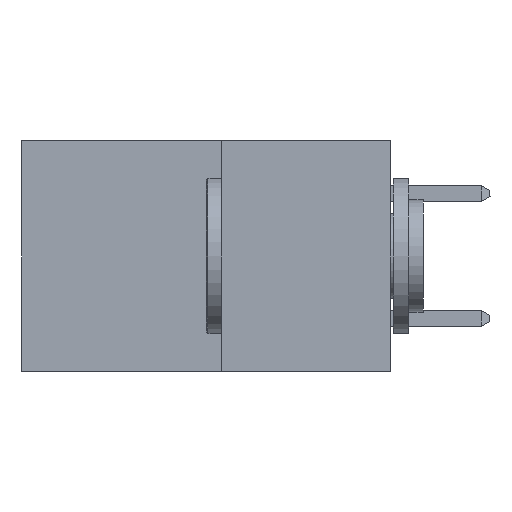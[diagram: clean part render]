
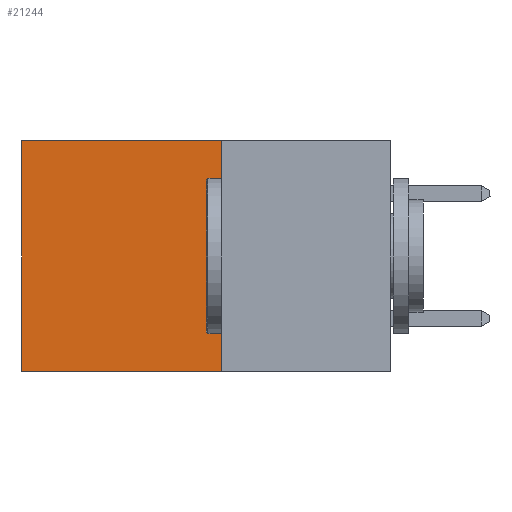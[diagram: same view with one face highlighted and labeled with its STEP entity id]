
A CAD part, left-side view. The second image highlights one B-rep face of the part: STEP entity #21244.
In plain terms, the highlighted planar face has unit normal (-1, 0, 0).
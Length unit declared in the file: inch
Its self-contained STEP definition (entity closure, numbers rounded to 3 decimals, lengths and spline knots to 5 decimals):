
#287 = LINE ( 'NONE', #18978, #21523 ) ;
#1365 = CARTESIAN_POINT ( 'NONE',  ( 0.277, 0.59, 0. ) ) ;
#1847 = EDGE_LOOP ( 'NONE', ( #28934, #27864, #4512, #5382 ) ) ;
#3136 = EDGE_CURVE ( 'NONE', #22282, #26967, #22053, .T. ) ;
#3310 = DIRECTION ( 'NONE',  ( 0., 1., 0. ) ) ;
#4512 = ORIENTED_EDGE ( 'NONE', *, *, #11691, .F. ) ;
#5267 = DIRECTION ( 'NONE',  ( 0., 0., -1. ) ) ;
#5382 = ORIENTED_EDGE ( 'NONE', *, *, #5418, .T. ) ;
#5418 = EDGE_CURVE ( 'NONE', #19483, #22282, #29267, .T. ) ;
#7001 = DIRECTION ( 'NONE',  ( 0., 1., 0. ) ) ;
#7728 = CARTESIAN_POINT ( 'NONE',  ( 0.277, 0.27, 0. ) ) ;
#10720 = CARTESIAN_POINT ( 'NONE',  ( 0.277, 0.27, -0.37 ) ) ;
#11691 = EDGE_CURVE ( 'NONE', #19483, #14936, #287, .T. ) ;
#12293 = CARTESIAN_POINT ( 'NONE',  ( 0.277, 0.59, -0.37 ) ) ;
#12637 = DIRECTION ( 'NONE',  ( 0., 0., -1. ) ) ;
#12697 = CARTESIAN_POINT ( 'NONE',  ( 0.277, 0.27, -0.37 ) ) ;
#13586 = VECTOR ( 'NONE', #7001, 39.37008 ) ;
#14244 = CARTESIAN_POINT ( 'NONE',  ( 0.277, 0.27, 0. ) ) ;
#14936 = VERTEX_POINT ( 'NONE', #12697 ) ;
#15331 = EDGE_CURVE ( 'NONE', #14936, #26967, #16890, .T. ) ;
#16890 = LINE ( 'NONE', #25577, #24361 ) ;
#18978 = CARTESIAN_POINT ( 'NONE',  ( 0.277, 0.27, -0.37 ) ) ;
#19483 = VERTEX_POINT ( 'NONE', #14244 ) ;
#19793 = AXIS2_PLACEMENT_3D ( 'NONE', #10720, #21910, #5267 ) ;
#20276 = VECTOR ( 'NONE', #12637, 39.37008 ) ;
#21244 = ADVANCED_FACE ( 'NONE', ( #28806 ), #30167, .F. ) ;
#21523 = VECTOR ( 'NONE', #21760, 39.37008 ) ;
#21760 = DIRECTION ( 'NONE',  ( 0., 0., -1. ) ) ;
#21910 = DIRECTION ( 'NONE',  ( 1., 0., 0. ) ) ;
#22053 = LINE ( 'NONE', #12293, #20276 ) ;
#22282 = VERTEX_POINT ( 'NONE', #1365 ) ;
#24361 = VECTOR ( 'NONE', #3310, 39.37008 ) ;
#25577 = CARTESIAN_POINT ( 'NONE',  ( 0.277, 0.27, -0.37 ) ) ;
#26967 = VERTEX_POINT ( 'NONE', #34657 ) ;
#27864 = ORIENTED_EDGE ( 'NONE', *, *, #15331, .F. ) ;
#28806 = FACE_OUTER_BOUND ( 'NONE', #1847, .T. ) ;
#28934 = ORIENTED_EDGE ( 'NONE', *, *, #3136, .T. ) ;
#29267 = LINE ( 'NONE', #7728, #13586 ) ;
#30167 = PLANE ( 'NONE',  #19793 ) ;
#34657 = CARTESIAN_POINT ( 'NONE',  ( 0.277, 0.59, -0.37 ) ) ;
